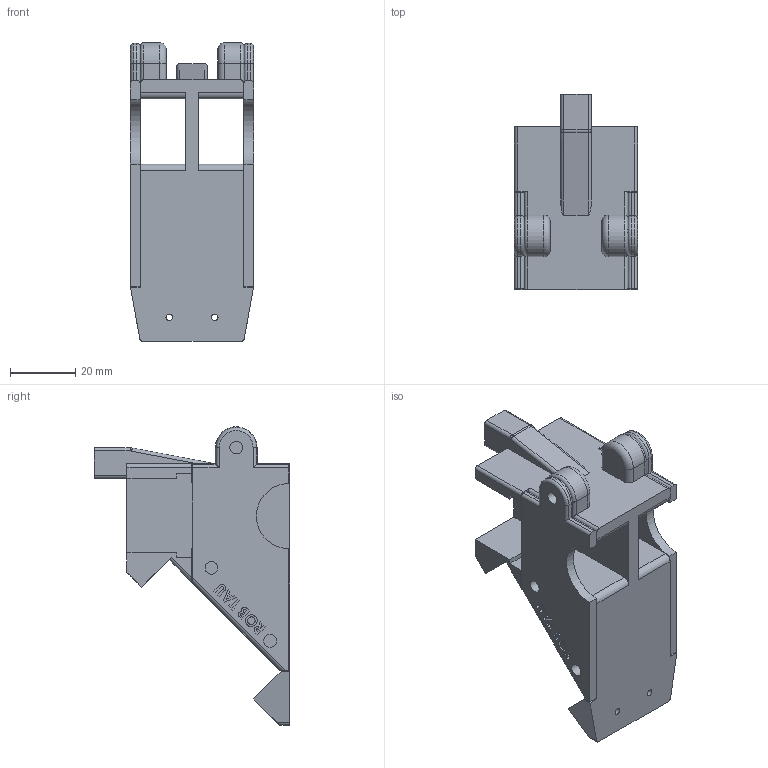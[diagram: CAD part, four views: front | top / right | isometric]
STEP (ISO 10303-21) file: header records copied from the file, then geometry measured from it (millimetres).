
FILE_DESCRIPTION(/* description */ ('Unknown'),/* implementation_level */ '2;1');
FILE_NAME(/* name */ 'micro_car_asm',/* time_stamp */ '2022-03-16T15:09:19+02:00',/* author */ ('Unknown'),/* organization */ ('Unknown'),/* preprocessor_version */ 'ST-DEVELOPER v16.7',/* originating_system */ 'Solid Edge',/* authorisation */ 'Unknown');
FILE_SCHEMA (('AUTOMOTIVE_DESIGN {1 0 10303 214 3 1 1}'));
Length unit declared in the file: millimetre
Products named in the file (3): microMVP_asm; Body V5; Wheel cover V4
Assembly tree (3 placements, depth 2):
  microMVP_asm
    Body V5
    Wheel cover V4  x2
Bounding box: 37.8 x 59.96 x 91.7 mm (x, y, z)
Volume: 40984.6 mm3; surface area: 26376.8 mm2
Topology: 3 solids, 3 shells, 545 faces, 1431 edges, 938 vertices
Faces by surface type: plane 354, bspline 104, cylinder 77, torus 10
Full cylindrical faces by diameter (mm): 2 x2, 3.4 x4, 3.9 x6, 4.9 x6
Entity records: 14052 total; most frequent: CARTESIAN_POINT 5505, ORIENTED_EDGE 1836, DIRECTION 1542, EDGE_CURVE 918, LINE 692, VECTOR 692, VERTEX_POINT 608, AXIS2_PLACEMENT_3D 425
